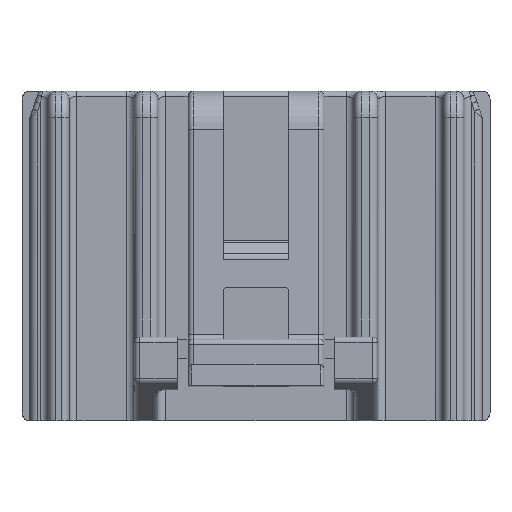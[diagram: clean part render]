
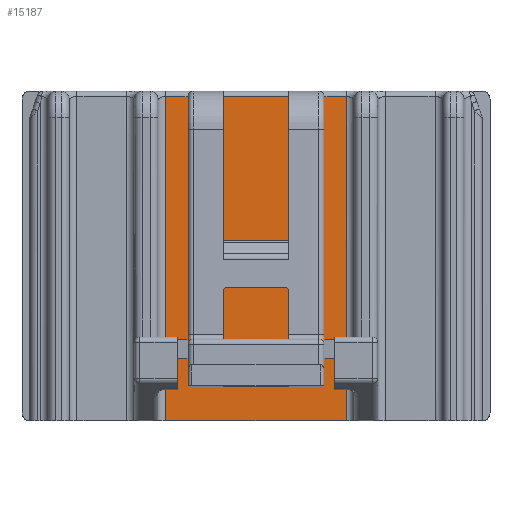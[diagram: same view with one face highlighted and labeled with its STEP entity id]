
A CAD part, front view. The second image highlights one B-rep face of the part: STEP entity #15187.
In plain terms, the highlighted planar face has unit normal (0, -1, 0).
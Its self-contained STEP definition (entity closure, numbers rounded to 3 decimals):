
#660=DIRECTION('',(1.,0.,0.));
#661=VECTOR('',#660,6.9);
#662=CARTESIAN_POINT('',(-3.45,-1.15,0.));
#663=LINE('',#662,#661);
#2017=DIRECTION('',(0.,0.,1.));
#2018=VECTOR('',#2017,12.4);
#2019=CARTESIAN_POINT('',(3.45,-1.15,0.));
#2020=LINE('',#2019,#2018);
#2051=DIRECTION('',(0.,0.,-1.));
#2052=VECTOR('',#2051,2.7);
#2053=CARTESIAN_POINT('',(-2.6,-1.15,12.4));
#2054=LINE('',#2053,#2052);
#2055=DIRECTION('',(1.,0.,0.));
#2056=VECTOR('',#2055,0.8);
#2057=CARTESIAN_POINT('',(-2.6,-1.15,9.7));
#2058=LINE('',#2057,#2056);
#2059=DIRECTION('',(0.,0.,1.));
#2060=VECTOR('',#2059,1.9);
#2061=CARTESIAN_POINT('',(-1.8,-1.15,9.7));
#2062=LINE('',#2061,#2060);
#2063=DIRECTION('',(0.,0.,1.));
#2064=VECTOR('',#2063,0.8);
#2065=CARTESIAN_POINT('',(-1.25,-1.15,11.6));
#2066=LINE('',#2065,#2064);
#2067=DIRECTION('',(0.,0.,-1.));
#2068=VECTOR('',#2067,1.9);
#2069=CARTESIAN_POINT('',(1.8,-1.15,11.6));
#2070=LINE('',#2069,#2068);
#2071=DIRECTION('',(1.,0.,0.));
#2072=VECTOR('',#2071,0.8);
#2073=CARTESIAN_POINT('',(1.8,-1.15,9.7));
#2074=LINE('',#2073,#2072);
#2075=DIRECTION('',(0.,0.,1.));
#2076=VECTOR('',#2075,2.7);
#2077=CARTESIAN_POINT('',(2.6,-1.15,9.7));
#2078=LINE('',#2077,#2076);
#2425=DIRECTION('',(-1.,0.,0.));
#2426=VECTOR('',#2425,0.55);
#2427=CARTESIAN_POINT('',(1.8,-1.15,11.6));
#2428=LINE('',#2427,#2426);
#2461=DIRECTION('',(0.,0.,1.));
#2462=VECTOR('',#2461,0.8);
#2463=CARTESIAN_POINT('',(1.25,-1.15,11.6));
#2464=LINE('',#2463,#2462);
#2756=DIRECTION('',(-1.,0.,0.));
#2757=VECTOR('',#2756,0.55);
#2758=CARTESIAN_POINT('',(-1.25,-1.15,11.6));
#2759=LINE('',#2758,#2757);
#2852=DIRECTION('',(-1.,0.,0.));
#2853=VECTOR('',#2852,0.85);
#2854=CARTESIAN_POINT('',(-2.6,-1.15,12.4));
#2855=LINE('',#2854,#2853);
#2910=DIRECTION('',(0.,0.,-1.));
#2911=VECTOR('',#2910,12.4);
#2912=CARTESIAN_POINT('',(-3.45,-1.15,
12.4));
#2913=LINE('',#2912,#2911);
#6674=DIRECTION('',(-1.,0.,0.));
#6675=VECTOR('',#6674,0.85);
#6676=CARTESIAN_POINT('',(3.45,-1.15,12.4));
#6677=LINE('',#6676,#6675);
#6947=DIRECTION('',(-1.,0.,0.));
#6948=VECTOR('',#6947,2.5);
#6949=CARTESIAN_POINT('',(1.25,-1.15,12.4));
#6950=LINE('',#6949,#6948);
#9714=CARTESIAN_POINT('',(-3.45,-1.15,0.));
#9715=VERTEX_POINT('',#9714);
#9716=CARTESIAN_POINT('',(3.45,-1.15,0.));
#9717=VERTEX_POINT('',#9716);
#10074=CARTESIAN_POINT('',(-2.6,-1.15,12.4));
#10075=CARTESIAN_POINT('',(-2.6,-1.15,9.7));
#10076=VERTEX_POINT('',#10074);
#10077=VERTEX_POINT('',#10075);
#10078=CARTESIAN_POINT('',(-1.8,-1.15,9.7));
#10079=VERTEX_POINT('',#10078);
#10080=CARTESIAN_POINT('',(-1.8,-1.15,11.6));
#10081=VERTEX_POINT('',#10080);
#10082=CARTESIAN_POINT('',(-1.25,-1.15,11.6));
#10083=VERTEX_POINT('',#10082);
#10084=CARTESIAN_POINT('',(-1.25,-1.15,12.4));
#10085=VERTEX_POINT('',#10084);
#10086=CARTESIAN_POINT('',(1.25,-1.15,12.4));
#10087=VERTEX_POINT('',#10086);
#10088=CARTESIAN_POINT('',(1.25,-1.15,11.6));
#10089=VERTEX_POINT('',#10088);
#10090=CARTESIAN_POINT('',(1.8,-1.15,11.6));
#10091=VERTEX_POINT('',#10090);
#10092=CARTESIAN_POINT('',(1.8,-1.15,9.7));
#10093=VERTEX_POINT('',#10092);
#10094=CARTESIAN_POINT('',(2.6,-1.15,9.7));
#10095=VERTEX_POINT('',#10094);
#10096=CARTESIAN_POINT('',(2.6,-1.15,12.4));
#10097=VERTEX_POINT('',#10096);
#10098=CARTESIAN_POINT('',(3.45,-1.15,
12.4));
#10099=VERTEX_POINT('',#10098);
#10100=CARTESIAN_POINT('',(-3.45,-1.15,
12.4));
#10101=VERTEX_POINT('',#10100);
#15150=CARTESIAN_POINT('',(-8.35,-1.15,0.));
#15151=DIRECTION('',(0.,-1.,0.));
#15152=DIRECTION('',(1.,0.,0.));
#15153=AXIS2_PLACEMENT_3D('',#15150,#15151,#15152);
#15154=PLANE('',#15153);
#15156=ORIENTED_EDGE('',*,*,#15155,.T.);
#15158=ORIENTED_EDGE('',*,*,#15157,.T.);
#15160=ORIENTED_EDGE('',*,*,#15159,.T.);
#15162=ORIENTED_EDGE('',*,*,#15161,.F.);
#15164=ORIENTED_EDGE('',*,*,#15163,.T.);
#15166=ORIENTED_EDGE('',*,*,#15165,.F.);
#15168=ORIENTED_EDGE('',*,*,#15167,.F.);
#15170=ORIENTED_EDGE('',*,*,#15169,.F.);
#15172=ORIENTED_EDGE('',*,*,#15171,.T.);
#15174=ORIENTED_EDGE('',*,*,#15173,.T.);
#15176=ORIENTED_EDGE('',*,*,#15175,.T.);
#15178=ORIENTED_EDGE('',*,*,#15177,.F.);
#15179=ORIENTED_EDGE('',*,*,#15141,.F.);
#15180=ORIENTED_EDGE('',*,*,#12700,.F.);
#15182=ORIENTED_EDGE('',*,*,#15181,.F.);
#15184=ORIENTED_EDGE('',*,*,#15183,.F.);
#15185=EDGE_LOOP('',(#15156,#15158,#15160,#15162,#15164,#15166,#15168,#15170,
#15172,#15174,#15176,#15178,#15179,#15180,#15182,#15184));
#15186=FACE_OUTER_BOUND('',#15185,.F.);
#15187=ADVANCED_FACE('',(#15186),#15154,.T.);
#12700=EDGE_CURVE('',#9715,#9717,#663,.T.);
#15141=EDGE_CURVE('',#9717,#10099,#2020,.T.);
#15155=EDGE_CURVE('',#10076,#10077,#2054,.T.);
#15157=EDGE_CURVE('',#10077,#10079,#2058,.T.);
#15159=EDGE_CURVE('',#10079,#10081,#2062,.T.);
#15161=EDGE_CURVE('',#10083,#10081,#2759,.T.);
#15163=EDGE_CURVE('',#10083,#10085,#2066,.T.);
#15165=EDGE_CURVE('',#10087,#10085,#6950,.T.);
#15167=EDGE_CURVE('',#10089,#10087,#2464,.T.);
#15169=EDGE_CURVE('',#10091,#10089,#2428,.T.);
#15171=EDGE_CURVE('',#10091,#10093,#2070,.T.);
#15173=EDGE_CURVE('',#10093,#10095,#2074,.T.);
#15175=EDGE_CURVE('',#10095,#10097,#2078,.T.);
#15177=EDGE_CURVE('',#10099,#10097,#6677,.T.);
#15181=EDGE_CURVE('',#10101,#9715,#2913,.T.);
#15183=EDGE_CURVE('',#10076,#10101,#2855,.T.);
